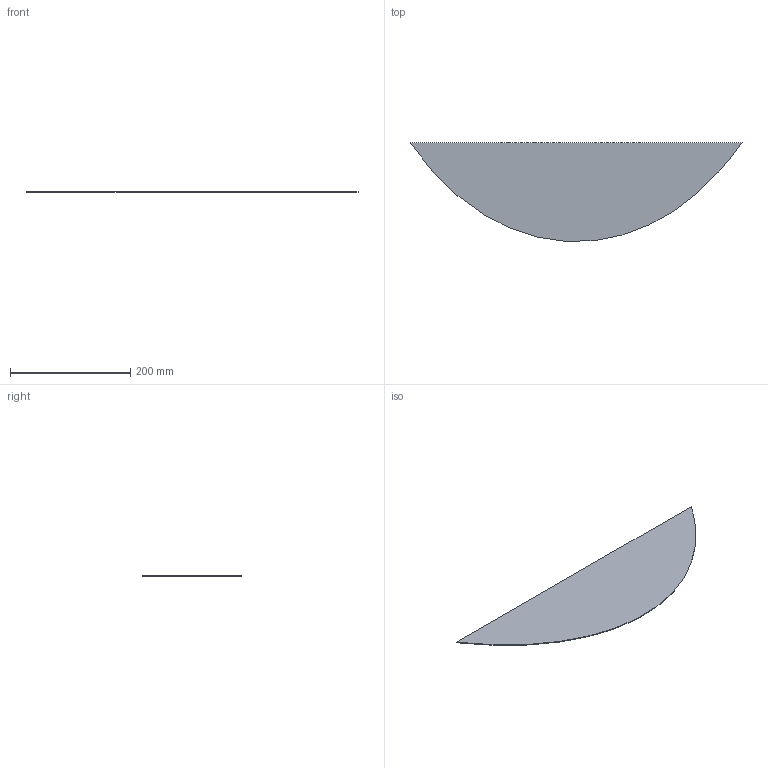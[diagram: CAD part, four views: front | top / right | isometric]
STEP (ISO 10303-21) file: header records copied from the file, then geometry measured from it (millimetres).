
FILE_DESCRIPTION (( 'STEP AP214' ), '1' );
FILE_NAME ('D1001018-v3.STEP', '2013-02-22T17:43:45', ( 'ligo' ), ( 'Microsoft' ), 'SwSTEP 2.0', 'SolidWorks 2013', '' );
FILE_SCHEMA (( 'AUTOMOTIVE_DESIGN' ));
Length unit declared in the file: inch
Products named in the file (1): D1001018-v3
Bounding box: 552.89 x 164.38 x 1.22 mm (x, y, z)
Volume: 76684.9 mm3; surface area: 127286.4 mm2
Topology: 1 solids, 1 shells, 4 faces, 6 edges, 4 vertices
Faces by surface type: plane 3, bspline 1
Entity records: 133 total; most frequent: CARTESIAN_POINT 28, DIRECTION 12, ORIENTED_EDGE 12, EDGE_CURVE 6, FACE_OUTER_BOUND 4, ADVANCED_FACE 4, VECTOR 4, VERTEX_POINT 4
